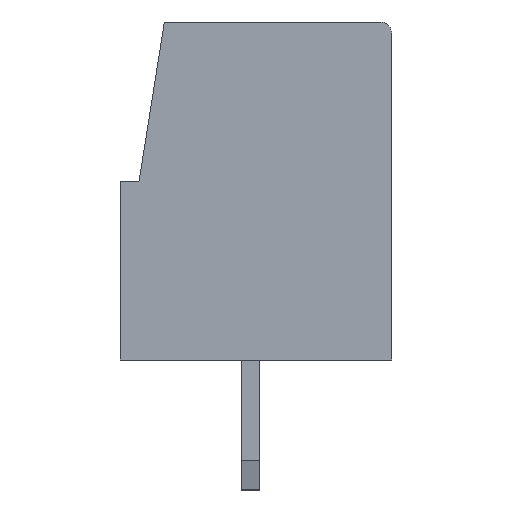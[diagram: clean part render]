
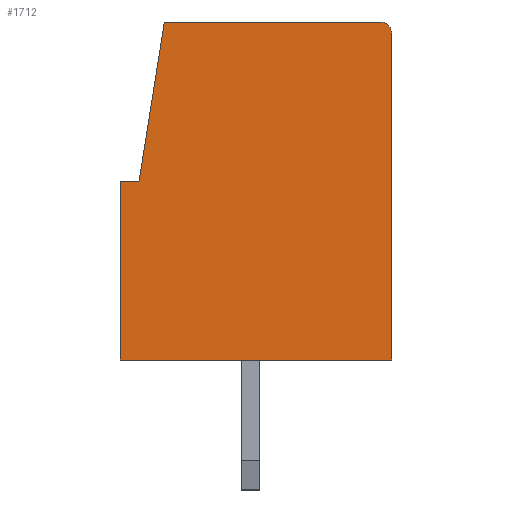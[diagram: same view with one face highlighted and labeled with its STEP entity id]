
A CAD part, left-side view. The second image highlights one B-rep face of the part: STEP entity #1712.
In plain terms, the highlighted planar face has unit normal (-1, 0, 0).
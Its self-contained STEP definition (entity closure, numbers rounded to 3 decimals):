
#1712 = ADVANCED_FACE( '', ( #3517 ), #3518, .F. );
#3517 = FACE_OUTER_BOUND( '', #5337, .T. );
#3518 = PLANE( '', #5338 );
#5337 = EDGE_LOOP( '', ( #10277, #10278, #10279, #10280, #10281, #10282, #10283 ) );
#5338 = AXIS2_PLACEMENT_3D( '', #10284, #10285, #10286 );
#10277 = ORIENTED_EDGE( '', *, *, #11683, .T. );
#10278 = ORIENTED_EDGE( '', *, *, #11563, .F. );
#10279 = ORIENTED_EDGE( '', *, *, #12259, .F. );
#10280 = ORIENTED_EDGE( '', *, *, #12539, .T. );
#10281 = ORIENTED_EDGE( '', *, *, #11068, .T. );
#10282 = ORIENTED_EDGE( '', *, *, #11300, .T. );
#10283 = ORIENTED_EDGE( '', *, *, #12569, .T. );
#10284 = CARTESIAN_POINT( '', ( -1.905, -11.88, 0. ) );
#10285 = DIRECTION( '', ( 1., 0., 0. ) );
#10286 = DIRECTION( '', ( 0., 0., 1. ) );
#11068 = EDGE_CURVE( '', #13418, #13419, #13420, .T. );
#11300 = EDGE_CURVE( '', #13419, #13816, #13817, .T. );
#11563 = EDGE_CURVE( '', #14238, #14240, #14241, .T. );
#11683 = EDGE_CURVE( '', #14416, #14240, #14417, .T. );
#12259 = EDGE_CURVE( '', #15193, #14238, #15195, .T. );
#12539 = EDGE_CURVE( '', #15193, #13418, #15521, .T. );
#12569 = EDGE_CURVE( '', #13816, #14416, #15552, .T. );
#13418 = VERTEX_POINT( '', #16736 );
#13419 = VERTEX_POINT( '', #16737 );
#13420 = LINE( '', #16738, #16739 );
#13816 = VERTEX_POINT( '', #17324 );
#13817 = LINE( '', #17325, #17326 );
#14238 = VERTEX_POINT( '', #17925 );
#14240 = VERTEX_POINT( '', #17928 );
#14241 = CIRCLE( '', #17929, 0.3 );
#14416 = VERTEX_POINT( '', #18189 );
#14417 = LINE( '', #18190, #18191 );
#15193 = VERTEX_POINT( '', #19352 );
#15195 = LINE( '', #19355, #19356 );
#15521 = LINE( '', #19836, #19837 );
#15552 = LINE( '', #19876, #19877 );
#16736 = CARTESIAN_POINT( '', ( -1.905, -0.5, 4.8 ) );
#16737 = CARTESIAN_POINT( '', ( -1.905, 0., 4.8 ) );
#16738 = CARTESIAN_POINT( '', ( -1.905, -3.5, 4.8 ) );
#16739 = VECTOR( '', #20418, 1000. );
#17324 = CARTESIAN_POINT( '', ( -1.905, 0., 0. ) );
#17325 = CARTESIAN_POINT( '', ( -1.905, 0., 0. ) );
#17326 = VECTOR( '', #20623, 1000. );
#17925 = CARTESIAN_POINT( '', ( -1.905, -7., 9.1 ) );
#17928 = CARTESIAN_POINT( '', ( -1.905, -7.3, 8.8 ) );
#17929 = AXIS2_PLACEMENT_3D( '', #20896, #20897, #20898 );
#18189 = CARTESIAN_POINT( '', ( -1.905, -7.3, 0. ) );
#18190 = CARTESIAN_POINT( '', ( -1.905, -7.3, 0. ) );
#18191 = VECTOR( '', #20996, 1000. );
#19352 = CARTESIAN_POINT( '', ( -1.905, -1.181, 9.1 ) );
#19355 = CARTESIAN_POINT( '', ( -1.905, -3.5, 9.1 ) );
#19356 = VECTOR( '', #21446, 1000. );
#19836 = CARTESIAN_POINT( '', ( -1.905, 0.26, 0. ) );
#19837 = VECTOR( '', #21628, 1000. );
#19876 = CARTESIAN_POINT( '', ( -1.905, -3.5, 0. ) );
#19877 = VECTOR( '', #21637, 1000. );
#20418 = DIRECTION( '', ( 0., 1., 0. ) );
#20623 = DIRECTION( '', ( 0., 0., -1. ) );
#20896 = CARTESIAN_POINT( '', ( -1.905, -7., 8.8 ) );
#20897 = DIRECTION( '', ( 1., 0., 0. ) );
#20898 = DIRECTION( '', ( 0., -1., 0. ) );
#20996 = DIRECTION( '', ( 0., 0., 1. ) );
#21446 = DIRECTION( '', ( 0., -1., 0. ) );
#21628 = DIRECTION( '', ( 0., 0.156, -0.988 ) );
#21637 = DIRECTION( '', ( 0., -1., 0. ) );
